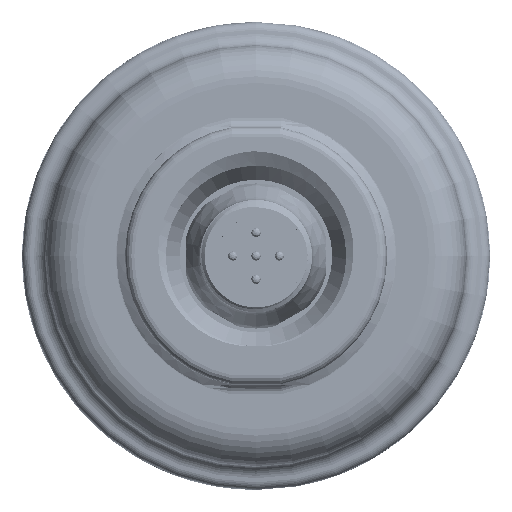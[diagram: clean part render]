
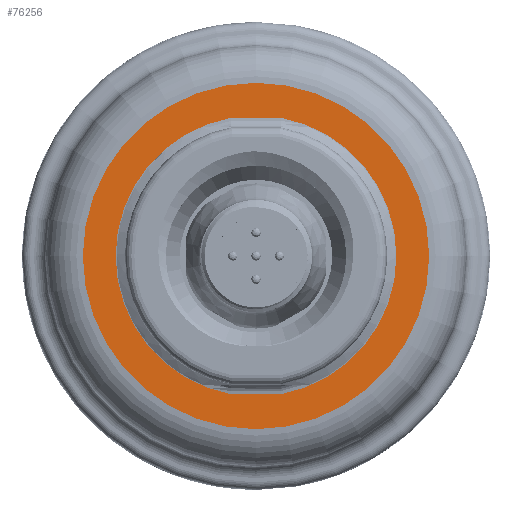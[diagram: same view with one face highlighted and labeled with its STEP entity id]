
A CAD part, front view. The second image highlights one B-rep face of the part: STEP entity #76256.
In plain terms, the highlighted planar face has unit normal (0, -1, 0).
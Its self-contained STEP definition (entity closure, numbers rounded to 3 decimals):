
#52029=CARTESIAN_POINT('',(0.,-3.,0.));
#52030=DIRECTION('',(0.,-1.,0.));
#52031=DIRECTION('',(-0.182,0.,0.983));
#52032=AXIS2_PLACEMENT_3D('',#52029,#52030,#52031);
#52034=DIRECTION('',(1.,0.,0.));
#52035=VECTOR('',#52034,5.454);
#52036=CARTESIAN_POINT('',(-2.727,-3.,-14.75));
#52037=LINE('',#52036,#52035);
#52038=CARTESIAN_POINT('',(0.,-3.,0.));
#52039=DIRECTION('',(0.,-1.,0.));
#52040=DIRECTION('',(0.182,0.,-0.983));
#52041=AXIS2_PLACEMENT_3D('',#52038,#52039,#52040);
#52043=DIRECTION('',(-1.,0.,0.));
#52044=VECTOR('',#52043,5.454);
#52045=CARTESIAN_POINT('',(2.727,-3.,14.75));
#52046=LINE('',#52045,#52044);
#52047=CARTESIAN_POINT('',(0.,-3.,0.));
#52048=DIRECTION('',(0.,-1.,0.));
#52049=DIRECTION('',(0.,0.,-1.));
#52050=AXIS2_PLACEMENT_3D('',#52047,#52048,#52049);
#52052=CARTESIAN_POINT('',(0.,-3.,0.));
#52053=DIRECTION('',(0.,-1.,0.));
#52054=DIRECTION('',(0.,0.,1.));
#52055=AXIS2_PLACEMENT_3D('',#52052,#52053,#52054);
#55229=CARTESIAN_POINT('',(-2.727,-3.,14.75));
#55230=CARTESIAN_POINT('',(-2.727,-3.,-14.75));
#55231=VERTEX_POINT('',#55229);
#55232=VERTEX_POINT('',#55230);
#55237=CARTESIAN_POINT('',(2.727,-3.,-14.75));
#55238=CARTESIAN_POINT('',(2.727,-3.,14.75));
#55239=VERTEX_POINT('',#55237);
#55240=VERTEX_POINT('',#55238);
#55597=CARTESIAN_POINT('',(0.,-3.,-18.5));
#55598=CARTESIAN_POINT('',(0.,-3.,18.5));
#55599=VERTEX_POINT('',#55597);
#55600=VERTEX_POINT('',#55598);
#76237=CARTESIAN_POINT('',(0.,-3.,0.));
#76238=DIRECTION('',(0.,-1.,0.));
#76239=DIRECTION('',(0.,0.,1.));
#76240=AXIS2_PLACEMENT_3D('',#76237,#76238,#76239);
#76241=PLANE('',#76240);
#76243=ORIENTED_EDGE('',*,*,#76242,.F.);
#76245=ORIENTED_EDGE('',*,*,#76244,.F.);
#76246=EDGE_LOOP('',(#76243,#76245));
#76247=FACE_OUTER_BOUND('',#76246,.F.);
#76249=ORIENTED_EDGE('',*,*,#76248,.T.);
#76250=ORIENTED_EDGE('',*,*,#76215,.T.);
#76251=ORIENTED_EDGE('',*,*,#76228,.T.);
#76253=ORIENTED_EDGE('',*,*,#76252,.T.);
#76254=EDGE_LOOP('',(#76249,#76250,#76251,#76253));
#76255=FACE_BOUND('',#76254,.F.);
#76256=ADVANCED_FACE('',(#76247,#76255),#76241,.T.);
#52033=CIRCLE('',#52032,15.);
#52042=CIRCLE('',#52041,15.);
#52051=CIRCLE('',#52050,18.5);
#52056=CIRCLE('',#52055,18.5);
#76215=EDGE_CURVE('',#55232,#55239,#52037,.T.);
#76228=EDGE_CURVE('',#55239,#55240,#52042,.T.);
#76242=EDGE_CURVE('',#55599,#55600,#52051,.T.);
#76244=EDGE_CURVE('',#55600,#55599,#52056,.T.);
#76248=EDGE_CURVE('',#55231,#55232,#52033,.T.);
#76252=EDGE_CURVE('',#55240,#55231,#52046,.T.);
